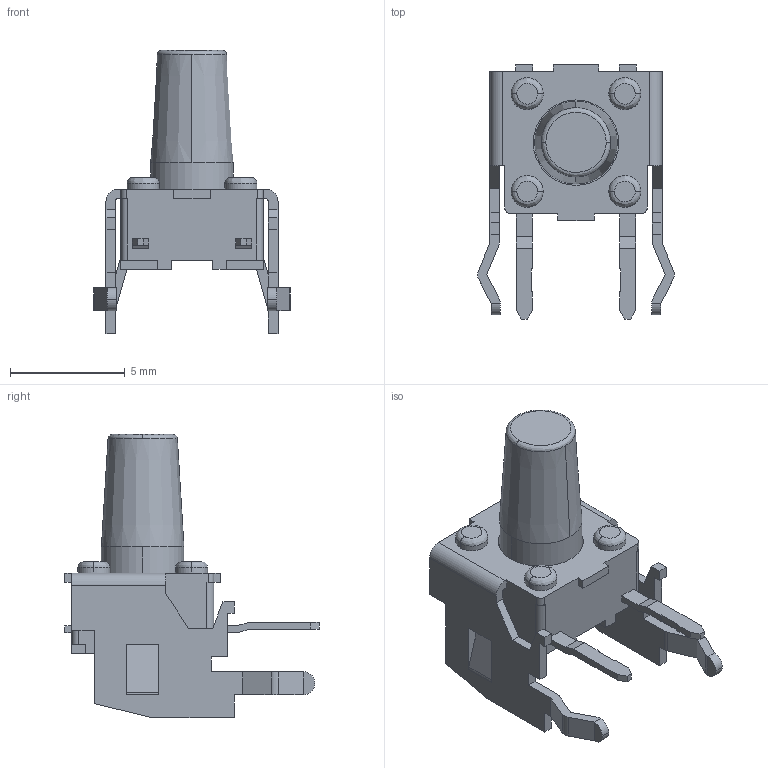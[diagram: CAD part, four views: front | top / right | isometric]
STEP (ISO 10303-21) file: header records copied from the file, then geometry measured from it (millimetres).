
FILE_DESCRIPTION (( 'STEP AP203' ), '1' );
FILE_NAME ('EVQPF008K.STEP', '2013-05-10T02:57:55', ( '' ), ( '' ), 'SwSTEP 2.0', 'SolidWorks 2011', '' );
FILE_SCHEMA (( 'CONFIG_CONTROL_DESIGN' ));
Length unit declared in the file: millimetre
Products named in the file (1): EVQPF008K
Bounding box: 8.58 x 11.1 x 12.35 mm (x, y, z)
Volume: 212.5 mm3; surface area: 454.6 mm2
Topology: 1 solids, 1 shells, 238 faces, 658 edges, 435 vertices
Faces by surface type: plane 191, cylinder 35, bspline 10, cone 2
Entity records: 7752 total; most frequent: CARTESIAN_POINT 1599, ORIENTED_EDGE 1316, DIRECTION 1173, EDGE_CURVE 658, VECTOR 561, LINE 561, VERTEX_POINT 435, AXIS2_PLACEMENT_3D 306
